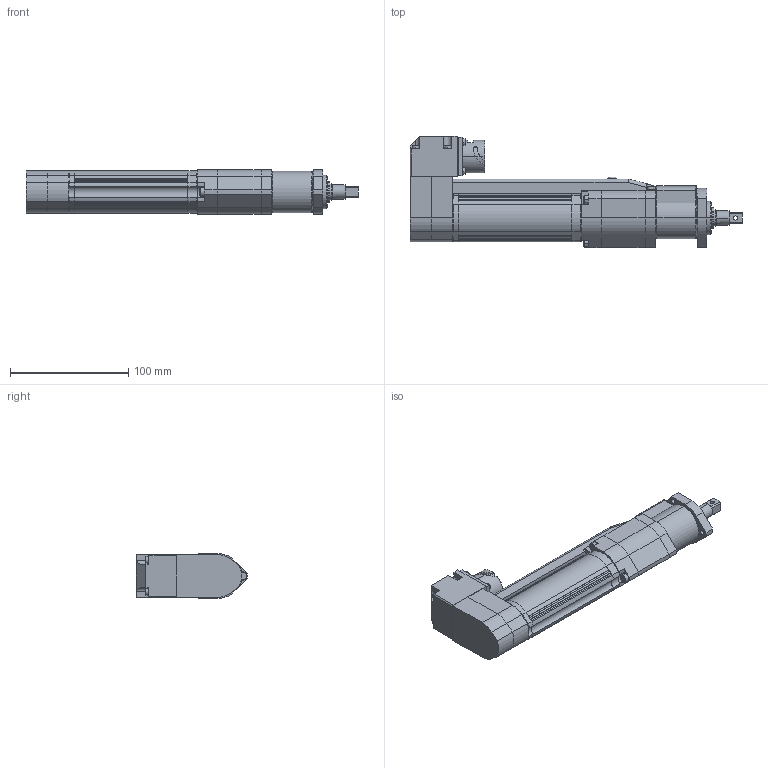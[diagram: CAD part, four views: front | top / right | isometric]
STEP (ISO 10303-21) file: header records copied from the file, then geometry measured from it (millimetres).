
FILE_DESCRIPTION (( 'STEP AP203' ), '1' );
FILE_NAME ('CFT-201RS1-SL.STEP', '2015-07-01T15:20:19', ( '' ), ( '' ), 'SwSTEP 2.0', 'SolidWorks 2015', '' );
FILE_SCHEMA (( 'CONFIG_CONTROL_DESIGN' ));
Length unit declared in the file: millimetre
Products named in the file (1): CFT-201RS1-SL
Bounding box: 281 x 93.99 x 38 mm (x, y, z)
Volume: 421924.3 mm3; surface area: 94856 mm2
Topology: 30 solids, 30 shells, 431 faces, 1019 edges, 656 vertices
Faces by surface type: plane 214, cylinder 138, cone 54, torus 16, bspline 9
Entity records: 14837 total; most frequent: CARTESIAN_POINT 4702, DIRECTION 2146, ORIENTED_EDGE 2038, EDGE_CURVE 1019, AXIS2_PLACEMENT_3D 780, VERTEX_POINT 656, VECTOR 586, LINE 586
